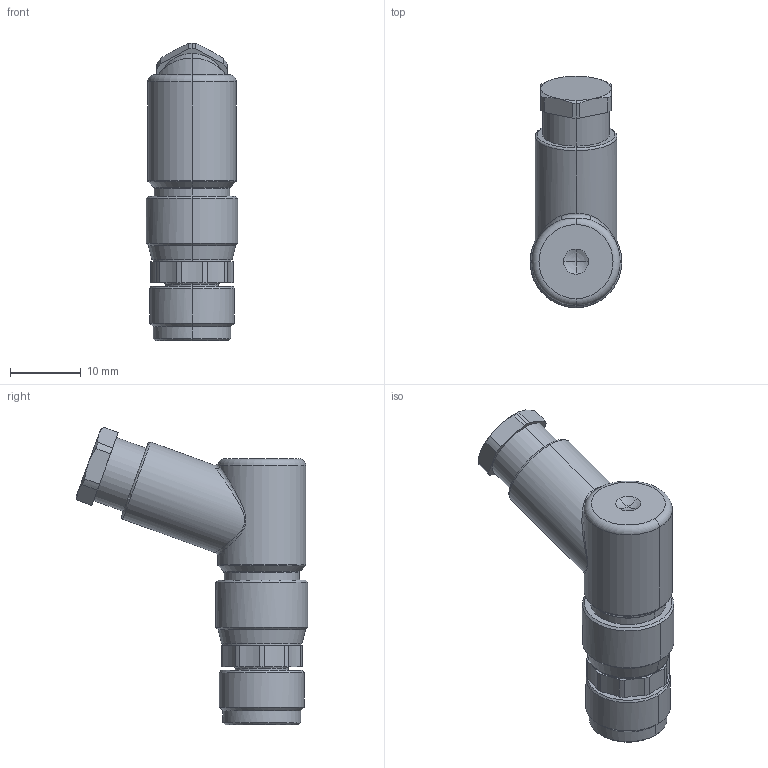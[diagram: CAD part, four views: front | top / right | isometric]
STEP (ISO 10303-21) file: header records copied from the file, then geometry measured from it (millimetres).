
FILE_DESCRIPTION(('CATIA V5 STEP Exchange','CAx-IF Rec.Pracs.--- Model Styling and Organization---1.4--- 2014-01-23'),'2;1');
FILE_NAME ('223915-3_0', '2020-11-05T07:40:55+00:00', ('none'), ('Weidmueller'), 'CATIA Version 5-6 Release 2016 SP3 HF44', 'CATIA V5 STEP AP214', 'none');
FILE_SCHEMA(('AUTOMOTIVE_DESIGN { 1 0 10303 214 1 1 1 1 }'));
Length unit declared in the file: millimetre
Products named in the file (1): 1416750000
Bounding box: 13 x 32.77 x 42.16 mm (x, y, z)
Volume: 6203.1 mm3; surface area: 3342.2 mm2
Topology: 4 solids, 4 shells, 198 faces, 503 edges, 310 vertices
Faces by surface type: cylinder 64, plane 48, cone 44, extrusion 16, torus 12, bspline 10, sphere 4
Entity records: 6631 total; most frequent: CARTESIAN_POINT 2310, ORIENTED_EDGE 982, DIRECTION 678, EDGE_CURVE 491, AXIS2_PLACEMENT_3D 332, VERTEX_POINT 310, EDGE_LOOP 209, ADVANCED_FACE 198
